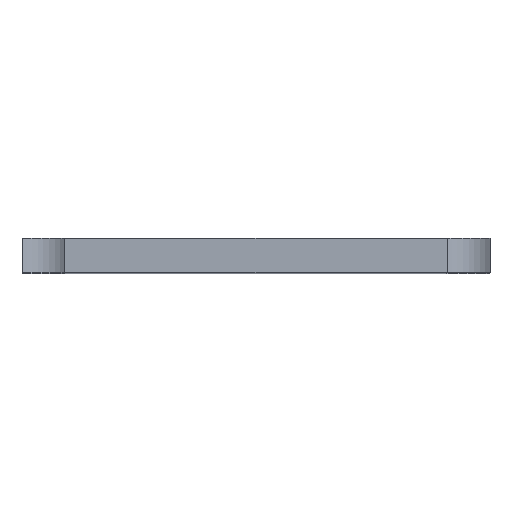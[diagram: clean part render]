
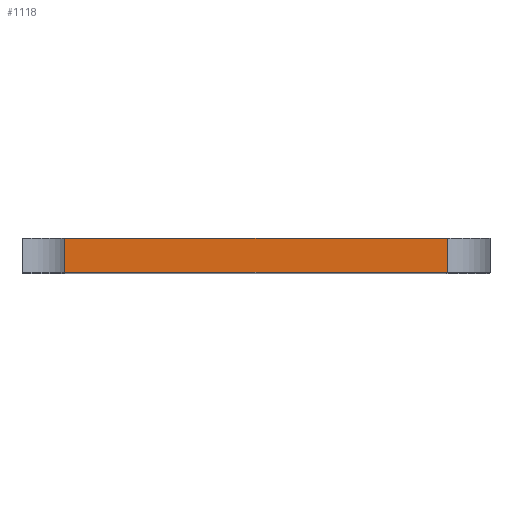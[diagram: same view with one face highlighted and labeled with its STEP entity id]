
A CAD part, top view. The second image highlights one B-rep face of the part: STEP entity #1118.
In plain terms, the highlighted planar face has unit normal (0, 0, 1).
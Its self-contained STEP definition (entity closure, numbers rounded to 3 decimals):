
#66=LINE('',#1792,#174);
#67=LINE('',#1795,#175);
#68=LINE('',#1797,#176);
#69=LINE('',#1798,#177);
#174=VECTOR('',#1456,10.);
#175=VECTOR('',#1459,10.);
#176=VECTOR('',#1460,10.);
#177=VECTOR('',#1461,10.);
#244=PLANE('',#1228);
#302=FACE_OUTER_BOUND('',#364,.T.);
#364=EDGE_LOOP('',(#841,#842,#843,#844));
#515=VERTEX_POINT('',#1788);
#516=VERTEX_POINT('',#1790);
#517=VERTEX_POINT('',#1794);
#518=VERTEX_POINT('',#1796);
#652=EDGE_CURVE('',#515,#516,#66,.T.);
#653=EDGE_CURVE('',#517,#515,#67,.T.);
#654=EDGE_CURVE('',#518,#516,#68,.T.);
#655=EDGE_CURVE('',#517,#518,#69,.T.);
#841=ORIENTED_EDGE('',*,*,#653,.T.);
#842=ORIENTED_EDGE('',*,*,#652,.T.);
#843=ORIENTED_EDGE('',*,*,#654,.F.);
#844=ORIENTED_EDGE('',*,*,#655,.F.);
#1118=ADVANCED_FACE('',(#302),#244,.T.);
#1228=AXIS2_PLACEMENT_3D('',#1793,#1457,#1458);
#1456=DIRECTION('',(0.,1.,0.));
#1457=DIRECTION('center_axis',(0.,0.,1.));
#1458=DIRECTION('ref_axis',(1.,0.,0.));
#1459=DIRECTION('',(1.,0.,0.));
#1460=DIRECTION('',(1.,0.,0.));
#1461=DIRECTION('',(0.,1.,0.));
#1788=CARTESIAN_POINT('',(20.005,0.,70.));
#1790=CARTESIAN_POINT('',(20.005,4.,70.));
#1792=CARTESIAN_POINT('',(20.005,0.,70.));
#1793=CARTESIAN_POINT('Origin',(-24.995,0.,70.));
#1794=CARTESIAN_POINT('',(-24.995,0.,70.));
#1795=CARTESIAN_POINT('',(-24.995,0.,70.));
#1796=CARTESIAN_POINT('',(-24.995,4.,70.));
#1797=CARTESIAN_POINT('',(-24.995,4.,70.));
#1798=CARTESIAN_POINT('',(-24.995,0.,70.));
